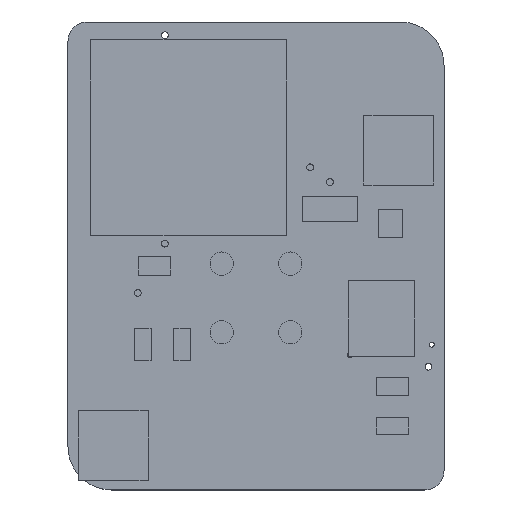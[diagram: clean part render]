
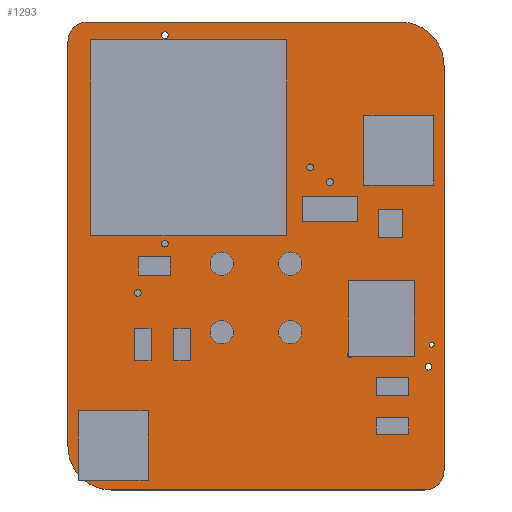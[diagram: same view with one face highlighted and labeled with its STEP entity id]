
A CAD part, top view. The second image highlights one B-rep face of the part: STEP entity #1293.
In plain terms, the highlighted planar face has unit normal (0, 0, 1).
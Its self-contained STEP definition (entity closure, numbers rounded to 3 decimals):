
#94=FACE_BOUND('',#271,.T.);
#95=FACE_BOUND('',#272,.T.);
#96=FACE_BOUND('',#273,.T.);
#97=FACE_BOUND('',#274,.T.);
#98=FACE_BOUND('',#275,.T.);
#99=FACE_BOUND('',#276,.T.);
#100=FACE_BOUND('',#277,.T.);
#101=FACE_BOUND('',#278,.T.);
#102=FACE_BOUND('',#279,.T.);
#103=FACE_BOUND('',#280,.T.);
#104=FACE_BOUND('',#281,.T.);
#105=FACE_BOUND('',#282,.T.);
#106=FACE_BOUND('',#283,.T.);
#107=FACE_BOUND('',#284,.T.);
#126=PLANE('',#1513);
#198=FACE_OUTER_BOUND('',#270,.T.);
#270=EDGE_LOOP('',(#994,#995,#996,#997,#998,#999,#1000,#1001));
#271=EDGE_LOOP('',(#1002));
#272=EDGE_LOOP('',(#1003));
#273=EDGE_LOOP('',(#1004));
#274=EDGE_LOOP('',(#1005));
#275=EDGE_LOOP('',(#1006));
#276=EDGE_LOOP('',(#1007));
#277=EDGE_LOOP('',(#1008));
#278=EDGE_LOOP('',(#1009));
#279=EDGE_LOOP('',(#1010));
#280=EDGE_LOOP('',(#1011));
#281=EDGE_LOOP('',(#1012));
#282=EDGE_LOOP('',(#1013));
#283=EDGE_LOOP('',(#1014));
#284=EDGE_LOOP('',(#1015));
#364=LINE('',#2071,#490);
#368=LINE('',#2083,#494);
#372=LINE('',#2095,#498);
#376=LINE('',#2107,#502);
#490=VECTOR('',#1693,10.);
#494=VECTOR('',#1705,10.);
#498=VECTOR('',#1717,10.);
#502=VECTOR('',#1729,10.);
#601=CIRCLE('',#1457,1.066);
#603=CIRCLE('',#1460,0.6);
#605=CIRCLE('',#1463,0.6);
#607=CIRCLE('',#1466,0.175);
#609=CIRCLE('',#1469,0.175);
#611=CIRCLE('',#1472,0.127);
#613=CIRCLE('',#1475,0.175);
#615=CIRCLE('',#1478,0.127);
#617=CIRCLE('',#1481,0.175);
#619=CIRCLE('',#1484,0.175);
#621=CIRCLE('',#1487,0.175);
#623=CIRCLE('',#1490,0.6);
#625=CIRCLE('',#1493,0.6);
#627=CIRCLE('',#1496,1.066);
#629=CIRCLE('',#1500,2.25);
#631=CIRCLE('',#1504,1.);
#633=CIRCLE('',#1508,2.25);
#635=CIRCLE('',#1512,1.);
#637=VERTEX_POINT('',#1983);
#639=VERTEX_POINT('',#1989);
#641=VERTEX_POINT('',#1995);
#643=VERTEX_POINT('',#2001);
#645=VERTEX_POINT('',#2007);
#647=VERTEX_POINT('',#2013);
#649=VERTEX_POINT('',#2019);
#651=VERTEX_POINT('',#2025);
#653=VERTEX_POINT('',#2031);
#655=VERTEX_POINT('',#2037);
#657=VERTEX_POINT('',#2043);
#659=VERTEX_POINT('',#2049);
#661=VERTEX_POINT('',#2055);
#663=VERTEX_POINT('',#2061);
#666=VERTEX_POINT('',#2068);
#667=VERTEX_POINT('',#2070);
#669=VERTEX_POINT('',#2076);
#671=VERTEX_POINT('',#2082);
#673=VERTEX_POINT('',#2088);
#675=VERTEX_POINT('',#2094);
#677=VERTEX_POINT('',#2100);
#679=VERTEX_POINT('',#2106);
#746=EDGE_CURVE('',#637,#637,#601,.T.);
#749=EDGE_CURVE('',#639,#639,#603,.T.);
#752=EDGE_CURVE('',#641,#641,#605,.T.);
#755=EDGE_CURVE('',#643,#643,#607,.T.);
#758=EDGE_CURVE('',#645,#645,#609,.T.);
#761=EDGE_CURVE('',#647,#647,#611,.T.);
#764=EDGE_CURVE('',#649,#649,#613,.T.);
#767=EDGE_CURVE('',#651,#651,#615,.T.);
#770=EDGE_CURVE('',#653,#653,#617,.T.);
#773=EDGE_CURVE('',#655,#655,#619,.T.);
#776=EDGE_CURVE('',#657,#657,#621,.T.);
#779=EDGE_CURVE('',#659,#659,#623,.T.);
#782=EDGE_CURVE('',#661,#661,#625,.T.);
#785=EDGE_CURVE('',#663,#663,#627,.T.);
#788=EDGE_CURVE('',#667,#666,#364,.T.);
#791=EDGE_CURVE('',#669,#667,#629,.T.);
#794=EDGE_CURVE('',#671,#669,#368,.T.);
#797=EDGE_CURVE('',#673,#671,#631,.T.);
#800=EDGE_CURVE('',#675,#673,#372,.T.);
#803=EDGE_CURVE('',#677,#675,#633,.T.);
#806=EDGE_CURVE('',#679,#677,#376,.T.);
#809=EDGE_CURVE('',#666,#679,#635,.T.);
#994=ORIENTED_EDGE('',*,*,#809,.T.);
#995=ORIENTED_EDGE('',*,*,#806,.T.);
#996=ORIENTED_EDGE('',*,*,#803,.T.);
#997=ORIENTED_EDGE('',*,*,#800,.T.);
#998=ORIENTED_EDGE('',*,*,#797,.T.);
#999=ORIENTED_EDGE('',*,*,#794,.T.);
#1000=ORIENTED_EDGE('',*,*,#791,.T.);
#1001=ORIENTED_EDGE('',*,*,#788,.T.);
#1002=ORIENTED_EDGE('',*,*,#746,.T.);
#1003=ORIENTED_EDGE('',*,*,#749,.T.);
#1004=ORIENTED_EDGE('',*,*,#752,.T.);
#1005=ORIENTED_EDGE('',*,*,#755,.T.);
#1006=ORIENTED_EDGE('',*,*,#758,.T.);
#1007=ORIENTED_EDGE('',*,*,#761,.T.);
#1008=ORIENTED_EDGE('',*,*,#764,.T.);
#1009=ORIENTED_EDGE('',*,*,#767,.T.);
#1010=ORIENTED_EDGE('',*,*,#770,.T.);
#1011=ORIENTED_EDGE('',*,*,#773,.T.);
#1012=ORIENTED_EDGE('',*,*,#776,.T.);
#1013=ORIENTED_EDGE('',*,*,#779,.T.);
#1014=ORIENTED_EDGE('',*,*,#782,.T.);
#1015=ORIENTED_EDGE('',*,*,#785,.T.);
#1293=ADVANCED_FACE('',(#198,#94,#95,#96,#97,#98,#99,#100,#101,#102,#103,
#104,#105,#106,#107),#126,.T.);
#1457=AXIS2_PLACEMENT_3D('',#1985,#1596,#1597);
#1460=AXIS2_PLACEMENT_3D('',#1991,#1603,#1604);
#1463=AXIS2_PLACEMENT_3D('',#1997,#1610,#1611);
#1466=AXIS2_PLACEMENT_3D('',#2003,#1617,#1618);
#1469=AXIS2_PLACEMENT_3D('',#2009,#1624,#1625);
#1472=AXIS2_PLACEMENT_3D('',#2015,#1631,#1632);
#1475=AXIS2_PLACEMENT_3D('',#2021,#1638,#1639);
#1478=AXIS2_PLACEMENT_3D('',#2027,#1645,#1646);
#1481=AXIS2_PLACEMENT_3D('',#2033,#1652,#1653);
#1484=AXIS2_PLACEMENT_3D('',#2039,#1659,#1660);
#1487=AXIS2_PLACEMENT_3D('',#2045,#1666,#1667);
#1490=AXIS2_PLACEMENT_3D('',#2051,#1673,#1674);
#1493=AXIS2_PLACEMENT_3D('',#2057,#1680,#1681);
#1496=AXIS2_PLACEMENT_3D('',#2063,#1687,#1688);
#1500=AXIS2_PLACEMENT_3D('',#2077,#1699,#1700);
#1504=AXIS2_PLACEMENT_3D('',#2089,#1711,#1712);
#1508=AXIS2_PLACEMENT_3D('',#2101,#1723,#1724);
#1512=AXIS2_PLACEMENT_3D('',#2111,#1735,#1736);
#1513=AXIS2_PLACEMENT_3D('',#2112,#1737,#1738);
#1596=DIRECTION('center_axis',(0.,0.,-1.));
#1597=DIRECTION('ref_axis',(1.,0.,0.));
#1603=DIRECTION('center_axis',(0.,0.,-1.));
#1604=DIRECTION('ref_axis',(-1.,0.,0.));
#1610=DIRECTION('center_axis',(0.,0.,-1.));
#1611=DIRECTION('ref_axis',(-1.,0.,0.));
#1617=DIRECTION('center_axis',(0.,0.,-1.));
#1618=DIRECTION('ref_axis',(1.,0.,0.));
#1624=DIRECTION('center_axis',(0.,0.,-1.));
#1625=DIRECTION('ref_axis',(1.,0.,0.));
#1631=DIRECTION('center_axis',(0.,0.,-1.));
#1632=DIRECTION('ref_axis',(1.,0.,0.));
#1638=DIRECTION('center_axis',(0.,0.,-1.));
#1639=DIRECTION('ref_axis',(1.,0.,0.));
#1645=DIRECTION('center_axis',(0.,0.,-1.));
#1646=DIRECTION('ref_axis',(1.,0.,0.));
#1652=DIRECTION('center_axis',(0.,0.,-1.));
#1653=DIRECTION('ref_axis',(1.,0.,0.));
#1659=DIRECTION('center_axis',(0.,0.,-1.));
#1660=DIRECTION('ref_axis',(1.,0.,0.));
#1666=DIRECTION('center_axis',(0.,0.,-1.));
#1667=DIRECTION('ref_axis',(1.,0.,0.));
#1673=DIRECTION('center_axis',(0.,0.,-1.));
#1674=DIRECTION('ref_axis',(-1.,0.,0.));
#1680=DIRECTION('center_axis',(0.,0.,-1.));
#1681=DIRECTION('ref_axis',(-1.,0.,0.));
#1687=DIRECTION('center_axis',(0.,0.,-1.));
#1688=DIRECTION('ref_axis',(1.,0.,0.));
#1693=DIRECTION('',(1.,0.,0.));
#1699=DIRECTION('center_axis',(0.,0.,1.));
#1700=DIRECTION('ref_axis',(-1.,0.,0.));
#1705=DIRECTION('',(0.,-1.,0.));
#1711=DIRECTION('center_axis',(0.,0.,1.));
#1712=DIRECTION('ref_axis',(0.,1.,0.));
#1717=DIRECTION('',(-1.,0.,0.));
#1723=DIRECTION('center_axis',(0.,0.,1.));
#1724=DIRECTION('ref_axis',(1.,0.,0.));
#1729=DIRECTION('',(0.,1.,0.));
#1735=DIRECTION('center_axis',(0.,0.,1.));
#1736=DIRECTION('ref_axis',(0.,-1.,0.));
#1737=DIRECTION('center_axis',(0.,0.,1.));
#1738=DIRECTION('ref_axis',(1.,0.,0.));
#1983=CARTESIAN_POINT('',(6.3,17.526,1.671));
#1985=CARTESIAN_POINT('Origin',(7.366,17.526,1.671));
#1989=CARTESIAN_POINT('',(2.368,11.674,1.671));
#1991=CARTESIAN_POINT('Origin',(1.768,11.674,1.671));
#1995=CARTESIAN_POINT('',(-1.168,8.138,1.671));
#1997=CARTESIAN_POINT('Origin',(-1.768,8.138,1.671));
#2001=CARTESIAN_POINT('',(2.619,16.637,1.671));
#2003=CARTESIAN_POINT('Origin',(2.794,16.637,1.671));
#2007=CARTESIAN_POINT('',(-4.874,23.447,1.671));
#2009=CARTESIAN_POINT('Origin',(-4.699,23.447,1.671));
#2013=CARTESIAN_POINT('',(8.936,7.493,1.671));
#2015=CARTESIAN_POINT('Origin',(9.063,7.493,1.671));
#2019=CARTESIAN_POINT('',(-6.271,10.16,1.671));
#2021=CARTESIAN_POINT('Origin',(-6.096,10.16,1.671));
#2025=CARTESIAN_POINT('',(4.724,6.96,1.671));
#2027=CARTESIAN_POINT('Origin',(4.851,6.96,1.671));
#2031=CARTESIAN_POINT('',(-4.874,12.7,1.671));
#2033=CARTESIAN_POINT('Origin',(-4.699,12.7,1.671));
#2037=CARTESIAN_POINT('',(3.635,15.875,1.671));
#2039=CARTESIAN_POINT('Origin',(3.81,15.875,1.671));
#2043=CARTESIAN_POINT('',(8.715,6.35,1.671));
#2045=CARTESIAN_POINT('Origin',(8.89,6.35,1.671));
#2049=CARTESIAN_POINT('',(2.368,8.138,1.671));
#2051=CARTESIAN_POINT('Origin',(1.768,8.138,1.671));
#2055=CARTESIAN_POINT('',(-1.168,11.674,1.671));
#2057=CARTESIAN_POINT('Origin',(-1.768,11.674,1.671));
#2061=CARTESIAN_POINT('',(-8.432,2.286,1.671));
#2063=CARTESIAN_POINT('Origin',(-7.366,2.286,1.671));
#2068=CARTESIAN_POINT('',(8.698,0.,1.671));
#2070=CARTESIAN_POINT('',(-7.448,0.,1.671));
#2071=CARTESIAN_POINT('',(8.698,0.,1.671));
#2076=CARTESIAN_POINT('',(-9.698,2.25,1.671));
#2077=CARTESIAN_POINT('Origin',(-7.448,2.25,1.671));
#2082=CARTESIAN_POINT('',(-9.698,23.13,1.671));
#2083=CARTESIAN_POINT('',(-9.698,2.25,1.671));
#2088=CARTESIAN_POINT('',(-8.698,24.13,1.671));
#2089=CARTESIAN_POINT('Origin',(-8.698,23.13,1.671));
#2094=CARTESIAN_POINT('',(7.448,24.13,1.671));
#2095=CARTESIAN_POINT('',(-8.698,24.13,1.671));
#2100=CARTESIAN_POINT('',(9.698,21.88,1.671));
#2101=CARTESIAN_POINT('Origin',(7.448,21.88,1.671));
#2106=CARTESIAN_POINT('',(9.698,1.,1.671));
#2107=CARTESIAN_POINT('',(9.698,21.88,1.671));
#2111=CARTESIAN_POINT('Origin',(8.698,1.,1.671));
#2112=CARTESIAN_POINT('Origin',(0.,12.065,1.671));
